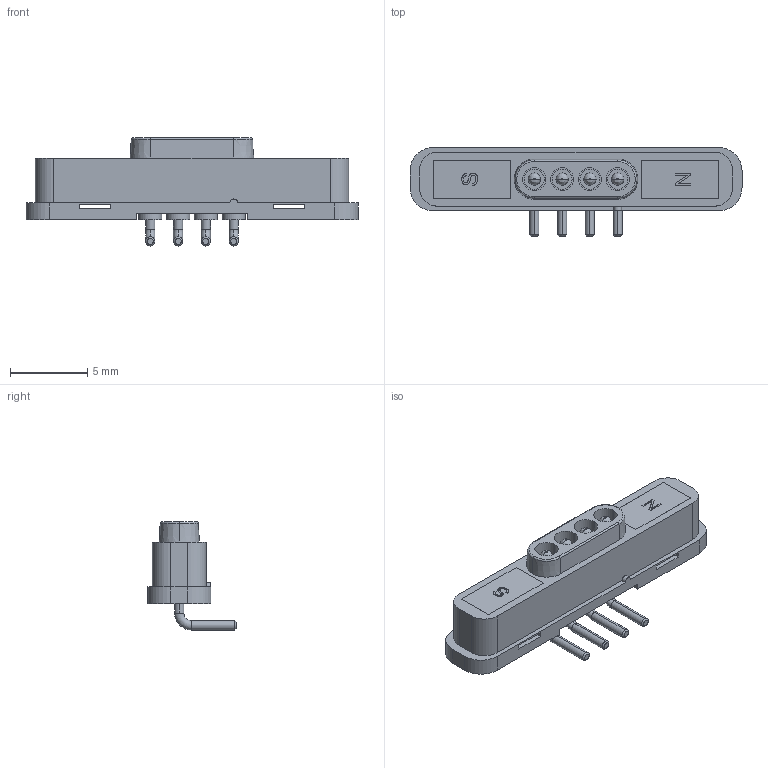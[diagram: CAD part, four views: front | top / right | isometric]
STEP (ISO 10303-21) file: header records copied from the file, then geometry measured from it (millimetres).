
FILE_DESCRIPTION (( 'STEP AP214' ), '1' );
FILE_NAME ('685C0424350120E.STEP', '2023-05-16T19:35:32', ( '' ), ( '' ), 'SwSTEP 2.0', 'SolidWorks 2020', '' );
FILE_SCHEMA (( 'AUTOMOTIVE_DESIGN' ));
Length unit declared in the file: millimetre
Products named in the file (1): 685C0424350120E
Bounding box: 21.5 x 5.75 x 7 mm (x, y, z)
Volume: 278.4 mm3; surface area: 537.5 mm2
Topology: 1 solids, 1 shells, 205 faces, 505 edges, 327 vertices
Faces by surface type: plane 114, cylinder 59, torus 11, cone 11, bspline 10
Entity records: 8396 total; most frequent: CARTESIAN_POINT 1471, DIRECTION 1045, ORIENTED_EDGE 1010, EDGE_CURVE 505, AXIS2_PLACEMENT_3D 356, LINE 333, VECTOR 333, VERTEX_POINT 327
